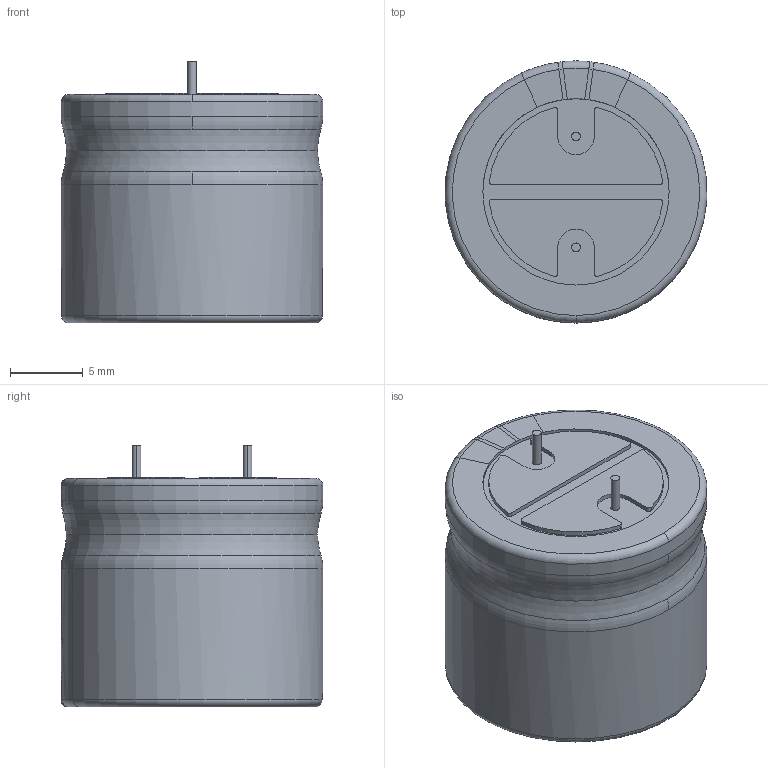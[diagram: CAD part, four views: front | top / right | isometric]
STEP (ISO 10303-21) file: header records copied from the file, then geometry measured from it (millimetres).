
FILE_DESCRIPTION (( 'STEP AP214' ), '1' );
FILE_NAME ('User Library-Body_R300_D720_H620.STEP', '2013-05-23T09:51:09', ( 'Windows User' ), ( '' ), 'SwSTEP 2.0', 'SolidWorks 2013', '' );
FILE_SCHEMA (( 'AUTOMOTIVE_DESIGN' ));
Length unit declared in the file: millimetre
Products named in the file (1): User Library-Body_R300_D720_H620
Bounding box: 17.98 x 18 x 18 mm (x, y, z)
Volume: 3912.1 mm3; surface area: 2239.5 mm2
Topology: 7 solids, 7 shells, 124 faces, 293 edges, 184 vertices
Faces by surface type: cylinder 49, plane 39, torus 36
Entity records: 4235 total; most frequent: CARTESIAN_POINT 722, DIRECTION 687, ORIENTED_EDGE 586, EDGE_CURVE 293, AXIS2_PLACEMENT_3D 293, VERTEX_POINT 184, CIRCLE 168, EDGE_LOOP 125
